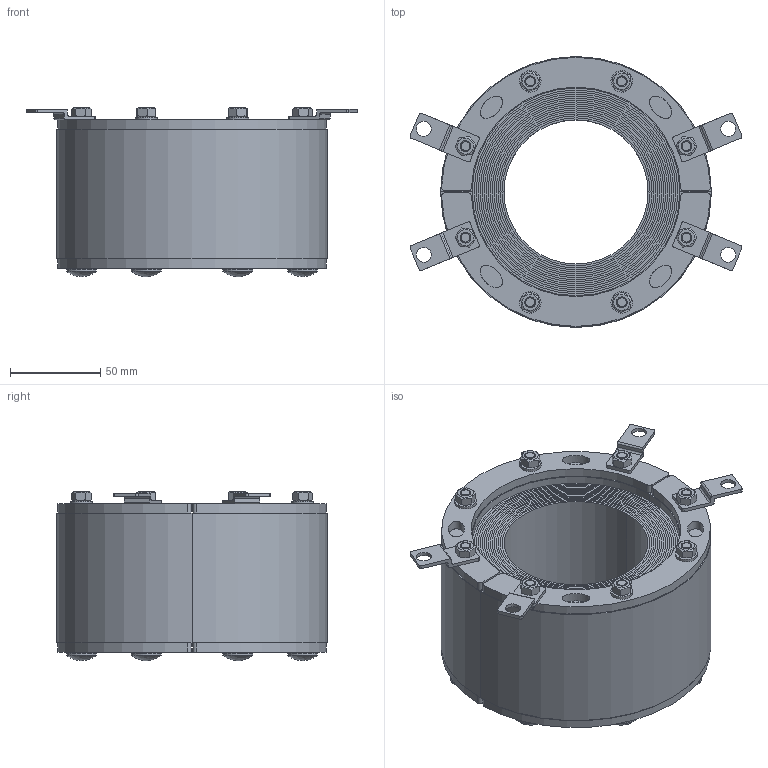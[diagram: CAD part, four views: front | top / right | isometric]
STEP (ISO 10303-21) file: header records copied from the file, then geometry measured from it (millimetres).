
FILE_DESCRIPTION(/* description */ ('INSERTABLE FITTING'),/* implementation_level */ '2;1');
FILE_NAME(/* name */ 'RS_150_UG_WOC.stp',/* time_stamp */ '2018-06-26T15:14:17+02:00',/* author */ ('se-tontor'),/* organization */ (''),/* preprocessor_version */ 'ST-DEVELOPER v16.1',/* originating_system */ 'Autodesk Inventor 2016',/* authorisation */ '');
FILE_SCHEMA (('AUTOMOTIVE_DESIGN { 1 0 10303 214 3 1 1 }'));
Length unit declared in the file: millimetre
Products named in the file (10): 100-055742; 100-055745; 100-055744; 100-055741; 100-006387; 100-001226; 100-001213; 100-002308; 100-051209-01; 100-074067
Assembly tree (40 placements, depth 3):
  100-074067
    100-055742  x4
    100-055741  x2
      100-055745
      100-055744
    100-006387  x8
    100-001226  x8
    100-001213  x8
    100-002308  x4
    100-051209-01  x4
Bounding box: 183.9 x 150 x 93.79 mm (x, y, z)
Volume: 944207.1 mm3; surface area: 788490.8 mm2
Topology: 70 solids, 70 shells, 1962 faces, 5042 edges, 3340 vertices
Faces by surface type: plane 1382, bspline 272, cylinder 228, cone 72, sphere 8
Full cylindrical faces by diameter (mm): 4.917 x8, 5.5 x8, 6 x8, 6.2 x4, 6.4 x4, 8.2 x4, 12 x4, 16.5 x8, 16.55 x8
Entity records: 26355 total; most frequent: CARTESIAN_POINT 6252, ORIENTED_EDGE 4290, DIRECTION 3525, EDGE_CURVE 2145, LINE 1679, VECTOR 1679, VERTEX_POINT 1438, EDGE_LOOP 931
